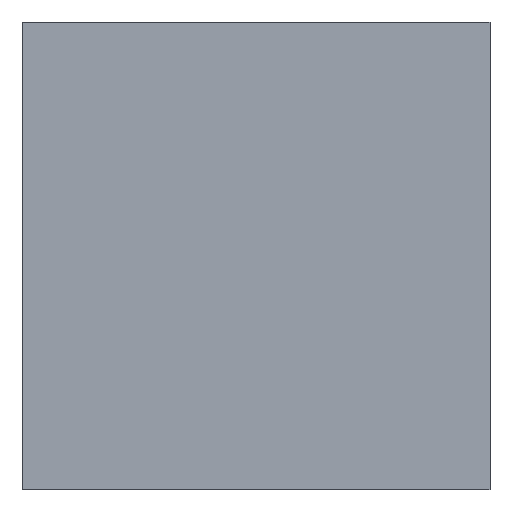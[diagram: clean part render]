
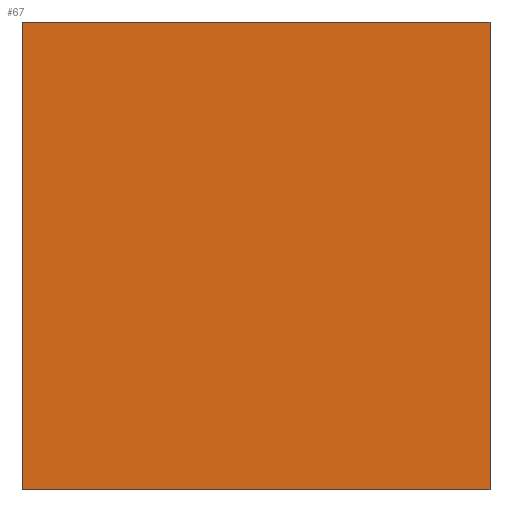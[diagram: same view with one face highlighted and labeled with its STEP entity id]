
A CAD part, left-side view. The second image highlights one B-rep face of the part: STEP entity #67.
In plain terms, the highlighted planar face has unit normal (-1, 0, 0).
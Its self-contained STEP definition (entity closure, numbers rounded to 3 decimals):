
#1 = VERTEX_POINT ( 'NONE', #62 ) ;
#3 = ORIENTED_EDGE ( 'NONE', *, *, #23, .T. ) ;
#7 = VERTEX_POINT ( 'NONE', #140 ) ;
#8 = DIRECTION ( 'NONE',  ( 0., 0., -1. ) ) ;
#9 = DIRECTION ( 'NONE',  ( 0., 0., -1. ) ) ;
#13 = CARTESIAN_POINT ( 'NONE',  ( 284.707, 54.358, 25. ) ) ;
#23 = EDGE_CURVE ( 'NONE', #109, #1, #169, .T. ) ;
#24 = LINE ( 'NONE', #198, #229 ) ;
#27 = CARTESIAN_POINT ( 'NONE',  ( 284.707, 66.858, 0. ) ) ;
#45 = CARTESIAN_POINT ( 'NONE',  ( 284.707, 79.358, 25. ) ) ;
#46 = DIRECTION ( 'NONE',  ( 0., -1., 0. ) ) ;
#49 = CARTESIAN_POINT ( 'NONE',  ( 284.707, 79.358, 0. ) ) ;
#51 = LINE ( 'NONE', #45, #209 ) ;
#58 = ORIENTED_EDGE ( 'NONE', *, *, #115, .F. ) ;
#60 = EDGE_LOOP ( 'NONE', ( #3, #58, #150, #210 ) ) ;
#62 = CARTESIAN_POINT ( 'NONE',  ( 284.707, 54.358, 0. ) ) ;
#63 = EDGE_CURVE ( 'NONE', #7, #109, #51, .T. ) ;
#67 = ADVANCED_FACE ( 'NONE', ( #111 ), #118, .F. ) ;
#72 = AXIS2_PLACEMENT_3D ( 'NONE', #212, #211, #9 ) ;
#73 = VECTOR ( 'NONE', #8, 1000. ) ;
#99 = CARTESIAN_POINT ( 'NONE',  ( 284.707, 54.358, 25. ) ) ;
#109 = VERTEX_POINT ( 'NONE', #49 ) ;
#111 = FACE_OUTER_BOUND ( 'NONE', #60, .T. ) ;
#115 = EDGE_CURVE ( 'NONE', #189, #1, #122, .T. ) ;
#118 = PLANE ( 'NONE',  #72 ) ;
#122 = LINE ( 'NONE', #99, #73 ) ;
#138 = DIRECTION ( 'NONE',  ( 0., 0., -1. ) ) ;
#139 = EDGE_CURVE ( 'NONE', #7, #189, #24, .T. ) ;
#140 = CARTESIAN_POINT ( 'NONE',  ( 284.707, 79.358, 25. ) ) ;
#150 = ORIENTED_EDGE ( 'NONE', *, *, #139, .F. ) ;
#169 = LINE ( 'NONE', #27, #218 ) ;
#189 = VERTEX_POINT ( 'NONE', #13 ) ;
#198 = CARTESIAN_POINT ( 'NONE',  ( 284.707, 54.358, 25. ) ) ;
#209 = VECTOR ( 'NONE', #138, 1000. ) ;
#210 = ORIENTED_EDGE ( 'NONE', *, *, #63, .T. ) ;
#211 = DIRECTION ( 'NONE',  ( 1., 0., 0. ) ) ;
#212 = CARTESIAN_POINT ( 'NONE',  ( 284.707, 66.858, 25. ) ) ;
#218 = VECTOR ( 'NONE', #233, 1000. ) ;
#229 = VECTOR ( 'NONE', #46, 1000. ) ;
#233 = DIRECTION ( 'NONE',  ( 0., -1., 0. ) ) ;
